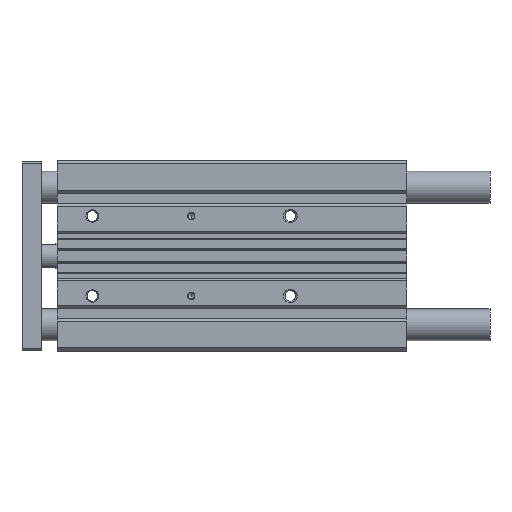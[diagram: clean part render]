
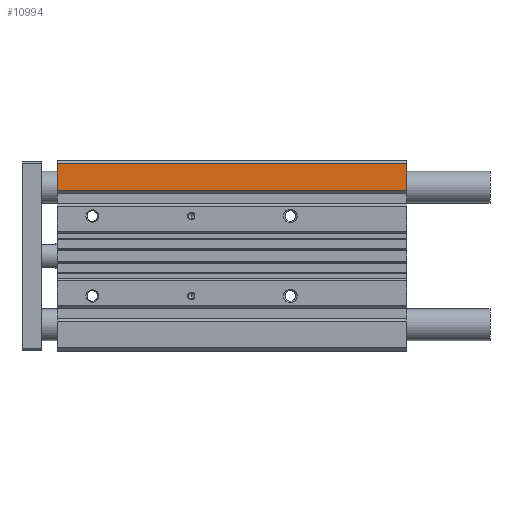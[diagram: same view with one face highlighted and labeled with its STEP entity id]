
A CAD part, front view. The second image highlights one B-rep face of the part: STEP entity #10994.
In plain terms, the highlighted planar face has unit normal (0, -1, 0).
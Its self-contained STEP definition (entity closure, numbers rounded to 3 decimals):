
#797 = ORIENTED_EDGE ( 'NONE', *, *, #10833, .T. ) ;
#1597 = EDGE_LOOP ( 'NONE', ( #5404, #10235, #13143, #797 ) ) ;
#1638 = CARTESIAN_POINT ( 'NONE',  ( 219., -26.95, 40.9 ) ) ;
#1830 = FACE_OUTER_BOUND ( 'NONE', #1597, .T. ) ;
#1889 = DIRECTION ( 'NONE',  ( 0., 0., -1. ) ) ;
#2018 = DIRECTION ( 'NONE',  ( -1., 0., 0. ) ) ;
#2153 = VERTEX_POINT ( 'NONE', #13158 ) ;
#2373 = LINE ( 'NONE', #7611, #4515 ) ;
#2970 = CARTESIAN_POINT ( 'NONE',  ( 0., -26.95, 40.9 ) ) ;
#3371 = EDGE_CURVE ( 'NONE', #2153, #10882, #6368, .T. ) ;
#4037 = LINE ( 'NONE', #8120, #9830 ) ;
#4360 = DIRECTION ( 'NONE',  ( 0., 0., -1. ) ) ;
#4515 = VECTOR ( 'NONE', #6466, 1000. ) ;
#4988 = EDGE_CURVE ( 'NONE', #10771, #10497, #5844, .T. ) ;
#5292 = AXIS2_PLACEMENT_3D ( 'NONE', #2970, #12077, #1889 ) ;
#5364 = CARTESIAN_POINT ( 'NONE',  ( 0., -26.95, 40.9 ) ) ;
#5404 = ORIENTED_EDGE ( 'NONE', *, *, #3371, .T. ) ;
#5844 = LINE ( 'NONE', #7721, #6723 ) ;
#6368 = LINE ( 'NONE', #5364, #8906 ) ;
#6466 = DIRECTION ( 'NONE',  ( -1., 0., 0. ) ) ;
#6713 = DIRECTION ( 'NONE',  ( 0., 0., 1. ) ) ;
#6723 = VECTOR ( 'NONE', #6713, 1000. ) ;
#7611 = CARTESIAN_POINT ( 'NONE',  ( 0., -26.95, 57.8 ) ) ;
#7721 = CARTESIAN_POINT ( 'NONE',  ( 219., -26.95, 40.9 ) ) ;
#7742 = CARTESIAN_POINT ( 'NONE',  ( 0., -26.95, 40.9 ) ) ;
#8120 = CARTESIAN_POINT ( 'NONE',  ( 0., -26.95, 40.9 ) ) ;
#8250 = EDGE_CURVE ( 'NONE', #10771, #10882, #4037, .T. ) ;
#8535 = CARTESIAN_POINT ( 'NONE',  ( 219., -26.95, 57.8 ) ) ;
#8906 = VECTOR ( 'NONE', #4360, 1000. ) ;
#9830 = VECTOR ( 'NONE', #2018, 1000. ) ;
#10235 = ORIENTED_EDGE ( 'NONE', *, *, #8250, .F. ) ;
#10497 = VERTEX_POINT ( 'NONE', #8535 ) ;
#10771 = VERTEX_POINT ( 'NONE', #1638 ) ;
#10833 = EDGE_CURVE ( 'NONE', #10497, #2153, #2373, .T. ) ;
#10882 = VERTEX_POINT ( 'NONE', #7742 ) ;
#10994 = ADVANCED_FACE ( 'NONE', ( #1830 ), #13078, .T. ) ;
#12077 = DIRECTION ( 'NONE',  ( 0., -1., 0. ) ) ;
#13078 = PLANE ( 'NONE',  #5292 ) ;
#13143 = ORIENTED_EDGE ( 'NONE', *, *, #4988, .T. ) ;
#13158 = CARTESIAN_POINT ( 'NONE',  ( 0., -26.95, 57.8 ) ) ;
